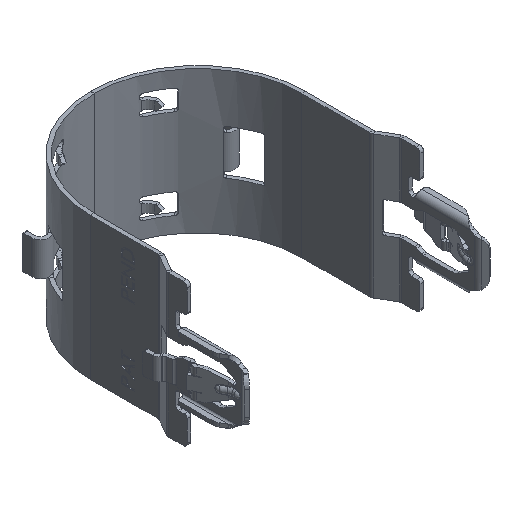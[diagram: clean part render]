
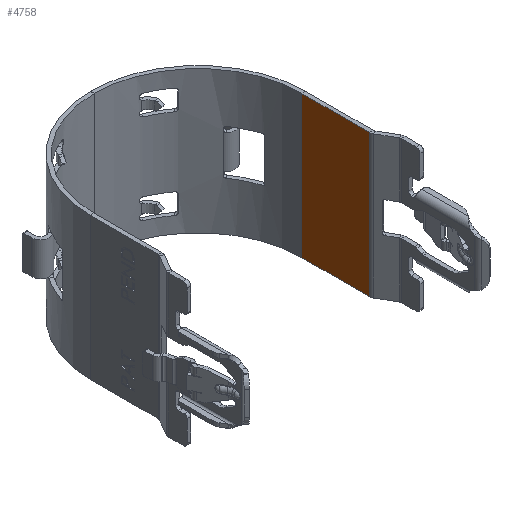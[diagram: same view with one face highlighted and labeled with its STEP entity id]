
A CAD part, isometric view. The second image highlights one B-rep face of the part: STEP entity #4758.
In plain terms, the highlighted planar face has unit normal (-1, 0, 0).
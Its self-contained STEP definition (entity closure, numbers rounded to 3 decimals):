
#1273 = EDGE_CURVE ( 'Edge57', #31102, #7388, #24960, .T. ) ;
#1858 = EDGE_LOOP ( 'NONE', ( #18197, #9210, #29594, #31292 ) ) ;
#2034 = CARTESIAN_POINT ( 'NONE',  ( 27.737, -45.798, -19. ) ) ;
#3555 = CARTESIAN_POINT ( 'NONE',  ( 27.737, -74.02, -7. ) ) ;
#3587 = CARTESIAN_POINT ( 'NONE',  ( 27.737, -27.724, -7. ) ) ;
#3649 = CARTESIAN_POINT ( 'NONE',  ( 27.737, 88.345, -19. ) ) ;
#3784 = DIRECTION ( 'NONE',  ( -1., 0., 0. ) ) ;
#4101 = DIRECTION ( 'NONE',  ( 0., 1., 0. ) ) ;
#4758 = ADVANCED_FACE ( 'NONE', ( #21245 ), #14473, .T. ) ;
#6449 = VERTEX_POINT ( 'NONE', #11150 ) ;
#6563 = DIRECTION ( 'NONE',  ( 0., -1., 0. ) ) ;
#7388 = VERTEX_POINT ( 'NONE', #34761 ) ;
#7492 = DIRECTION ( 'NONE',  ( 0., 0., -1. ) ) ;
#8228 = EDGE_CURVE ( 'NONE', #32593, #7388, #44570, .T. ) ;
#9210 = ORIENTED_EDGE ( 'NONE', *, *, #40274, .F. ) ;
#10332 = LINE ( 'NONE', #3587, #41752 ) ;
#10852 = LINE ( 'NONE', #3649, #38740 ) ;
#11150 = CARTESIAN_POINT ( 'NONE',  ( 27.737, -27.724, -19. ) ) ;
#13358 = DIRECTION ( 'NONE',  ( 0., 0., 1. ) ) ;
#14038 = VECTOR ( 'NONE', #26172, 1000. ) ;
#14473 = PLANE ( 'NONE',  #38268 ) ;
#18197 = ORIENTED_EDGE ( 'NONE', *, *, #29361, .F. ) ;
#21245 = FACE_OUTER_BOUND ( 'NONE', #1858, .T. ) ;
#22956 = CARTESIAN_POINT ( 'NONE',  ( 27.737, -27.724, 19. ) ) ;
#24960 = LINE ( 'NONE', #27973, #33541 ) ;
#26172 = DIRECTION ( 'NONE',  ( 0., 0., 1. ) ) ;
#27973 = CARTESIAN_POINT ( 'NONE',  ( 27.737, 88.345, 19. ) ) ;
#29361 = EDGE_CURVE ( 'NONE', #6449, #31102, #10332, .T. ) ;
#29594 = ORIENTED_EDGE ( 'NONE', *, *, #8228, .T. ) ;
#31102 = VERTEX_POINT ( 'NONE', #22956 ) ;
#31292 = ORIENTED_EDGE ( 'NONE', *, *, #1273, .F. ) ;
#32593 = VERTEX_POINT ( 'NONE', #2034 ) ;
#33541 = VECTOR ( 'NONE', #6563, 1000. ) ;
#34761 = CARTESIAN_POINT ( 'NONE',  ( 27.737, -45.798, 19. ) ) ;
#38268 = AXIS2_PLACEMENT_3D ( 'NONE', #3555, #3784, #7492 ) ;
#38740 = VECTOR ( 'NONE', #4101, 1000. ) ;
#40145 = CARTESIAN_POINT ( 'NONE',  ( 27.737, -45.798, -7. ) ) ;
#40274 = EDGE_CURVE ( 'NONE', #32593, #6449, #10852, .T. ) ;
#41752 = VECTOR ( 'NONE', #13358, 1000. ) ;
#44570 = LINE ( 'NONE', #40145, #14038 ) ;
